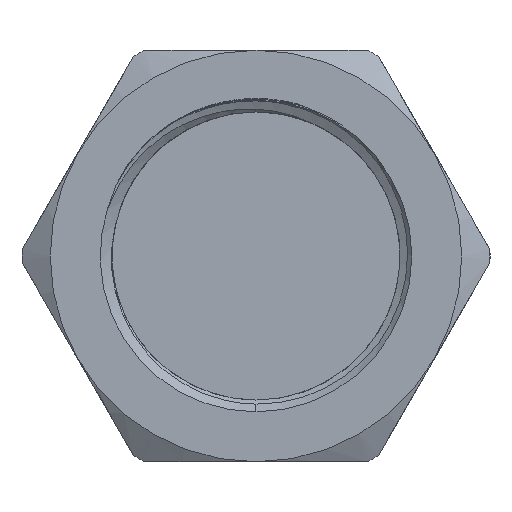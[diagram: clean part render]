
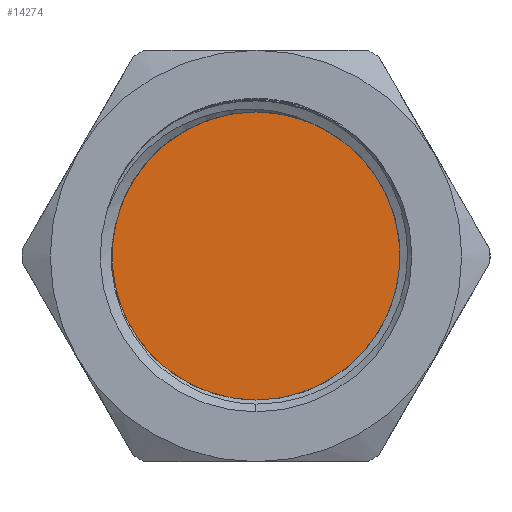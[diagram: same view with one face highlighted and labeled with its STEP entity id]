
A CAD part, left-side view. The second image highlights one B-rep face of the part: STEP entity #14274.
In plain terms, the highlighted planar face has unit normal (-1, 0, 0).
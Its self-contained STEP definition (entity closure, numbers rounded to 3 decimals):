
#1738 = VERTEX_POINT ( 'NONE', #17245 ) ;
#1741 = VERTEX_POINT ( 'NONE', #17242 ) ;
#3819 = AXIS2_PLACEMENT_3D ( 'NONE', #12919, #12920, #12922 ) ;
#3967 = AXIS2_PLACEMENT_3D ( 'NONE', #22113, #22115, #22116 ) ;
#4532 = EDGE_CURVE ( 'NONE', #16086, #1738, #16302, .T. ) ;
#4862 = EDGE_CURVE ( 'NONE', #16182, #1741, #16025, .T. ) ;
#4864 = EDGE_CURVE ( 'NONE', #16086, #16191, #16027, .T. ) ;
#4868 = EDGE_CURVE ( 'NONE', #16191, #16182, #16032, .T. ) ;
#4882 = EDGE_CURVE ( 'NONE', #1738, #1741, #28045, .T. ) ;
#5463 = FACE_OUTER_BOUND ( 'NONE', #12335, .T. ) ;
#10157 = CARTESIAN_POINT ( 'NONE',  ( -21.624, 0., 0. ) ) ;
#10161 = PLANE ( 'NONE',  #14715 ) ;
#10165 = DIRECTION ( 'NONE',  ( 1., 0., 0. ) ) ;
#10166 = DIRECTION ( 'NONE',  ( 0., 0., -1. ) ) ;
#11824 = CARTESIAN_POINT ( 'NONE',  ( -21.624, -7.646, -10.93 ) ) ;
#11826 = CARTESIAN_POINT ( 'NONE',  ( -21.624, -8.487, -10.286 ) ) ;
#11829 = CARTESIAN_POINT ( 'NONE',  ( -21.624, 11.356, 4.593 ) ) ;
#11830 = CARTESIAN_POINT ( 'NONE',  ( -21.624, -9.243, -9.549 ) ) ;
#11831 = CARTESIAN_POINT ( 'NONE',  ( -21.624, -10.576, -7.903 ) ) ;
#11832 = CARTESIAN_POINT ( 'NONE',  ( -21.624, -11.134, -7.018 ) ) ;
#11833 = CARTESIAN_POINT ( 'NONE',  ( -21.624, -11.696, -5.835 ) ) ;
#11834 = CARTESIAN_POINT ( 'NONE',  ( -21.624, -11.801, -5.594 ) ) ;
#11835 = CARTESIAN_POINT ( 'NONE',  ( -21.624, -11.998, -5.105 ) ) ;
#11836 = CARTESIAN_POINT ( 'NONE',  ( -21.624, -12.089, -4.855 ) ) ;
#11837 = CARTESIAN_POINT ( 'NONE',  ( -21.624, -12.339, -4.103 ) ) ;
#11838 = CARTESIAN_POINT ( 'NONE',  ( -21.624, -12.472, -3.596 ) ) ;
#11839 = CARTESIAN_POINT ( 'NONE',  ( -21.624, -12.677, -2.571 ) ) ;
#11840 = CARTESIAN_POINT ( 'NONE',  ( -21.624, -12.748, -2.053 ) ) ;
#11841 = CARTESIAN_POINT ( 'NONE',  ( -21.624, -12.825, -1.005 ) ) ;
#11842 = CARTESIAN_POINT ( 'NONE',  ( -21.624, -12.832, -0.473 ) ) ;
#11843 = CARTESIAN_POINT ( 'NONE',  ( -21.624, -12.754, 1.106 ) ) ;
#11844 = CARTESIAN_POINT ( 'NONE',  ( -21.624, -12.575, 2.136 ) ) ;
#11845 = CARTESIAN_POINT ( 'NONE',  ( -21.624, -12.114, 3.649 ) ) ;
#11846 = CARTESIAN_POINT ( 'NONE',  ( -21.624, -11.928, 4.148 ) ) ;
#11847 = CARTESIAN_POINT ( 'NONE',  ( -21.624, -11.501, 5.107 ) ) ;
#11848 = CARTESIAN_POINT ( 'NONE',  ( -21.624, -11.259, 5.57 ) ) ;
#11849 = CARTESIAN_POINT ( 'NONE',  ( -21.624, -10.72, 6.467 ) ) ;
#11850 = CARTESIAN_POINT ( 'NONE',  ( -21.624, -10.422, 6.899 ) ) ;
#11851 = CARTESIAN_POINT ( 'NONE',  ( -21.624, -9.764, 7.73 ) ) ;
#11852 = CARTESIAN_POINT ( 'NONE',  ( -21.624, -9.41, 8.122 ) ) ;
#11853 = CARTESIAN_POINT ( 'NONE',  ( -21.624, -8.286, 9.215 ) ) ;
#11854 = CARTESIAN_POINT ( 'NONE',  ( -21.624, -7.451, 9.844 ) ) ;
#11855 = CARTESIAN_POINT ( 'NONE',  ( -21.624, -6.527, 10.366 ) ) ;
#11857 = CARTESIAN_POINT ( 'NONE',  ( -21.624, 11.793, 3.636 ) ) ;
#11862 = CARTESIAN_POINT ( 'NONE',  ( -21.624, 12.105, 2.637 ) ) ;
#11863 = CARTESIAN_POINT ( 'NONE',  ( -21.624, 12.473, 0.566 ) ) ;
#11864 = CARTESIAN_POINT ( 'NONE',  ( -21.624, 12.524, -0.471 ) ) ;
#11865 = CARTESIAN_POINT ( 'NONE',  ( -21.624, 12.408, -2.029 ) ) ;
#11866 = CARTESIAN_POINT ( 'NONE',  ( -21.624, 12.335, -2.553 ) ) ;
#11867 = CARTESIAN_POINT ( 'NONE',  ( -21.624, 12.127, -3.577 ) ) ;
#11868 = CARTESIAN_POINT ( 'NONE',  ( -21.624, 11.855, -4.581 ) ) ;
#11869 = CARTESIAN_POINT ( 'NONE',  ( -21.624, 11.462, -5.543 ) ) ;
#11870 = CARTESIAN_POINT ( 'NONE',  ( -21.624, 11.005, -6.484 ) ) ;
#11871 = CARTESIAN_POINT ( 'NONE',  ( -21.624, 10.746, -6.944 ) ) ;
#11872 = CARTESIAN_POINT ( 'NONE',  ( -21.624, 9.898, -8.258 ) ) ;
#11873 = CARTESIAN_POINT ( 'NONE',  ( -21.624, 9.234, -9.058 ) ) ;
#11874 = CARTESIAN_POINT ( 'NONE',  ( -21.624, 7.706, -10.505 ) ) ;
#11875 = CARTESIAN_POINT ( 'NONE',  ( -21.624, 6.87, -11.122 ) ) ;
#11876 = CARTESIAN_POINT ( 'NONE',  ( -21.624, 5.514, -11.895 ) ) ;
#11877 = CARTESIAN_POINT ( 'NONE',  ( -21.624, 5.043, -12.128 ) ) ;
#11878 = CARTESIAN_POINT ( 'NONE',  ( -21.624, 4.076, -12.534 ) ) ;
#11879 = CARTESIAN_POINT ( 'NONE',  ( -21.624, 3.584, -12.706 ) ) ;
#11880 = CARTESIAN_POINT ( 'NONE',  ( -21.624, 2.586, -12.991 ) ) ;
#11881 = CARTESIAN_POINT ( 'NONE',  ( -21.624, 2.079, -13.103 ) ) ;
#11882 = CARTESIAN_POINT ( 'NONE',  ( -21.624, 1.05, -13.267 ) ) ;
#11883 = CARTESIAN_POINT ( 'NONE',  ( -21.624, 0.526, -13.319 ) ) ;
#11884 = CARTESIAN_POINT ( 'NONE',  ( -21.624, 0., -13.339 ) ) ;
#12018 = CARTESIAN_POINT ( 'NONE',  ( -21.624, 0., -13.339 ) ) ;
#12019 = CARTESIAN_POINT ( 'NONE',  ( -21.624, -0.681, -13.365 ) ) ;
#12194 = CARTESIAN_POINT ( 'NONE',  ( -21.624, -1.363, -13.321 ) ) ;
#12196 = CARTESIAN_POINT ( 'NONE',  ( -21.624, -2.71, -13.129 ) ) ;
#12198 = CARTESIAN_POINT ( 'NONE',  ( -21.624, -3.374, -12.978 ) ) ;
#12200 = CARTESIAN_POINT ( 'NONE',  ( -21.624, -4.673, -12.57 ) ) ;
#12201 = CARTESIAN_POINT ( 'NONE',  ( -21.624, -5.306, -12.313 ) ) ;
#12203 = CARTESIAN_POINT ( 'NONE',  ( -21.624, -6.217, -11.853 ) ) ;
#12205 = CARTESIAN_POINT ( 'NONE',  ( -21.624, -6.515, -11.686 ) ) ;
#12207 = CARTESIAN_POINT ( 'NONE',  ( -21.624, -7.093, -11.328 ) ) ;
#12208 = CARTESIAN_POINT ( 'NONE',  ( -21.624, -7.376, -11.137 ) ) ;
#12210 = CARTESIAN_POINT ( 'NONE',  ( -21.624, -7.646, -10.93 ) ) ;
#12335 = EDGE_LOOP ( 'NONE', ( #13586, #13585, #13584, #13583, #13582 ) ) ;
#12919 = CARTESIAN_POINT ( 'NONE',  ( -21.624, 0., 0. ) ) ;
#12920 = DIRECTION ( 'NONE',  ( 1., 0., 0. ) ) ;
#12922 = DIRECTION ( 'NONE',  ( 0., 0., -1. ) ) ;
#13582 = ORIENTED_EDGE ( 'NONE', *, *, #4882, .F. ) ;
#13583 = ORIENTED_EDGE ( 'NONE', *, *, #4862, .T. ) ;
#13584 = ORIENTED_EDGE ( 'NONE', *, *, #4868, .T. ) ;
#13585 = ORIENTED_EDGE ( 'NONE', *, *, #4864, .T. ) ;
#13586 = ORIENTED_EDGE ( 'NONE', *, *, #4532, .F. ) ;
#14274 = ADVANCED_FACE ( 'NONE', ( #5463 ), #10161, .F. ) ;
#14715 = AXIS2_PLACEMENT_3D ( 'NONE', #10157, #10165, #10166 ) ;
#16025 = B_SPLINE_CURVE_WITH_KNOTS ( 'NONE', 3,
 ( #11824, #11826, #11830, #11831, #11832, #11833, #11834, #11835, #11836, #11837, #11838, #11839, #11840, #11841, #11842, #11843, #11844, #11845, #11846, #11847, #11848, #11849, #11850, #11851, #11852, #11853, #11854, #11855 ),
 .UNSPECIFIED., .F., .F.,
 ( 4, 2, 2, 2, 2, 2, 2, 2, 2, 2, 2, 2, 2, 4 ),
 ( 0., 0.003, 0.006, 0.007, 0.008, 0.009, 0.011, 0.013, 0.016, 0.017, 0.019, 0.021, 0.022, 0.025 ),
 .UNSPECIFIED. ) ;
#16027 = B_SPLINE_CURVE_WITH_KNOTS ( 'NONE', 3,
 ( #11829, #11857, #11862, #11863, #11864, #11865, #11866, #11867, #11868, #11869, #11870, #11871, #11872, #11873, #11874, #11875, #11876, #11877, #11878, #11879, #11880, #11881, #11882, #11883, #11884 ),
 .UNSPECIFIED., .F., .F.,
 ( 4, 2, 2, 2, 1, 2, 2, 2, 2, 2, 2, 2, 4 ),
 ( 0., 0.003, 0.006, 0.008, 0.009, 0.011, 0.013, 0.016, 0.019, 0.02, 0.022, 0.024, 0.025 ),
 .UNSPECIFIED. ) ;
#16032 = B_SPLINE_CURVE_WITH_KNOTS ( 'NONE', 3,
 ( #12018, #12019, #12194, #12196, #12198, #12200, #12201, #12203, #12205, #12207, #12208, #12210 ),
 .UNSPECIFIED., .F., .F.,
 ( 4, 2, 2, 2, 2, 4 ),
 ( 0., 0.002, 0.004, 0.006, 0.007, 0.008 ),
 .UNSPECIFIED. ) ;
#16086 = VERTEX_POINT ( 'NONE', #26626 ) ;
#16182 = VERTEX_POINT ( 'NONE', #26719 ) ;
#16191 = VERTEX_POINT ( 'NONE', #26728 ) ;
#16302 = CIRCLE ( 'NONE', #3967, 12.25 ) ;
#17242 = CARTESIAN_POINT ( 'NONE',  ( -21.624, -6.527, 10.366 ) ) ;
#17245 = CARTESIAN_POINT ( 'NONE',  ( -21.624, 0., 12.25 ) ) ;
#22113 = CARTESIAN_POINT ( 'NONE',  ( -21.624, 0., 0. ) ) ;
#22115 = DIRECTION ( 'NONE',  ( 1., 0., 0. ) ) ;
#22116 = DIRECTION ( 'NONE',  ( 0., 0., -1. ) ) ;
#26626 = CARTESIAN_POINT ( 'NONE',  ( -21.624, 11.356, 4.593 ) ) ;
#26719 = CARTESIAN_POINT ( 'NONE',  ( -21.624, -7.646, -10.93 ) ) ;
#26728 = CARTESIAN_POINT ( 'NONE',  ( -21.624, 0., -13.339 ) ) ;
#28045 = CIRCLE ( 'NONE', #3819, 12.25 ) ;
